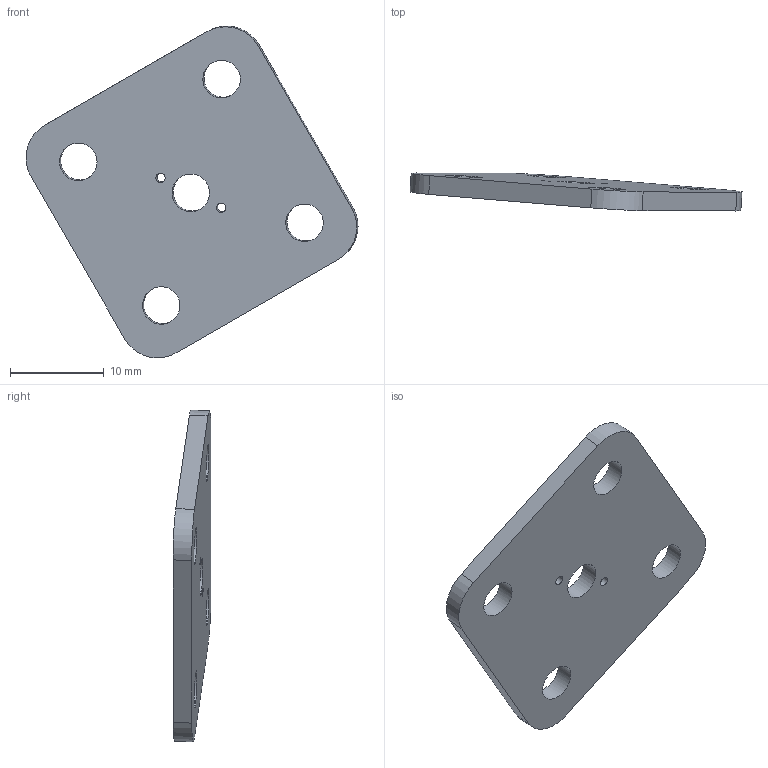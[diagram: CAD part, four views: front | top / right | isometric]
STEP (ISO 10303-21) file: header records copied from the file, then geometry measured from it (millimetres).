
FILE_DESCRIPTION(/* description */ (''),/* implementation_level */ '2;1');
FILE_NAME(/* name */ 'motor bracket motor tab(3- pieces).stp',/* time_stamp */ '2021-03-09T15:34:38+05:00',/* author */ ('ASUS'),/* organization */ (''),/* preprocessor_version */ 'ST-DEVELOPER v18.1',/* originating_system */ 'Autodesk Inventor 2021',/* authorisation */ '');
FILE_SCHEMA (('AUTOMOTIVE_DESIGN { 1 0 10303 214 3 1 1 }'));
Length unit declared in the file: millimetre
Products named in the file (1): motor bracket n 20
Bounding box: 35.38 x 4.04 x 35.36 mm (x, y, z)
Volume: 1411.7 mm3; surface area: 1760.2 mm2
Topology: 1 solids, 1 shells, 17 faces, 49 edges, 34 vertices
Faces by surface type: cylinder 11, plane 6
Full cylindrical faces by diameter (mm): 1 x2, 4 x5
Entity records: 650 total; most frequent: DIRECTION 111, CARTESIAN_POINT 101, ORIENTED_EDGE 98, EDGE_CURVE 49, AXIS2_PLACEMENT_3D 44, VERTEX_POINT 34, EDGE_LOOP 31, CIRCLE 26
